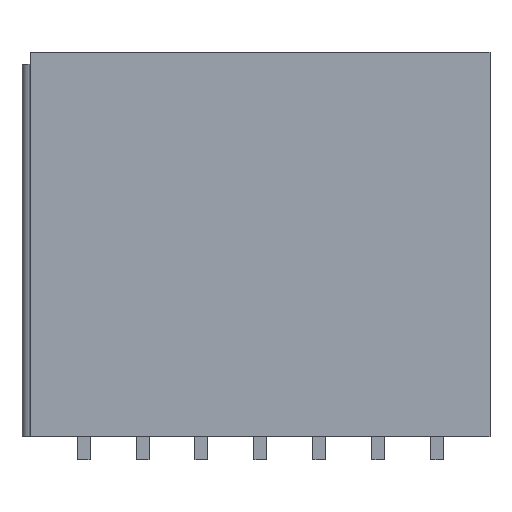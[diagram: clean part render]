
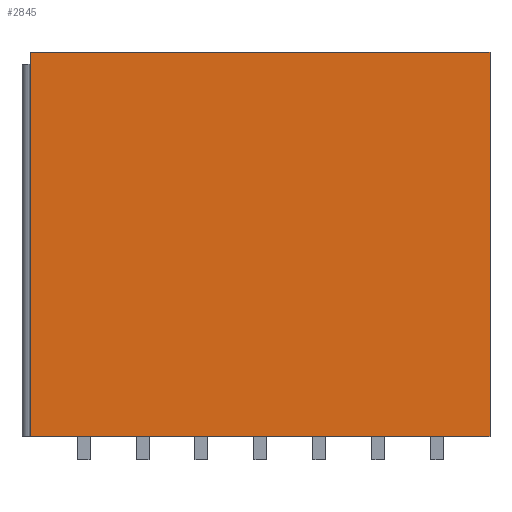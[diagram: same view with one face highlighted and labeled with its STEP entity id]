
A CAD part, top view. The second image highlights one B-rep face of the part: STEP entity #2845.
In plain terms, the highlighted planar face has unit normal (0, 0, 1).
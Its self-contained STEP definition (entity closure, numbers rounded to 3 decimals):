
#2692 = CARTESIAN_POINT ( 'NONE',  ( 19.8, 0., 20.9 ) ) ;
#2693 = VERTEX_POINT ( 'NONE', #2692 ) ;
#2733 = CARTESIAN_POINT ( 'NONE',  ( 19.8, 33.1, 20.9 ) ) ;
#2734 = VERTEX_POINT ( 'NONE', #2733 ) ;
#2741 = CARTESIAN_POINT ( 'NONE',  ( 19.8, 32.1, 20.9 ) ) ;
#2742 = DIRECTION ( 'NONE',  ( 0., -1., 0. ) ) ;
#2743 = VECTOR ( 'NONE', #2742, 1000. ) ;
#2744 = LINE ( 'NONE', #2741, #2743 ) ;
#2745 = EDGE_CURVE ( 'NONE', #2734, #2693, #2744, .T. ) ;
#2786 = CARTESIAN_POINT ( 'NONE',  ( -19.8, 0., 20.9 ) ) ;
#2787 = VERTEX_POINT ( 'NONE', #2786 ) ;
#2794 = CARTESIAN_POINT ( 'NONE',  ( -19.8, 33.1, 20.9 ) ) ;
#2795 = VERTEX_POINT ( 'NONE', #2794 ) ;
#2796 = CARTESIAN_POINT ( 'NONE',  ( -19.8, 32.1, 20.9 ) ) ;
#2797 = DIRECTION ( 'NONE',  ( 0., -1., 0. ) ) ;
#2798 = VECTOR ( 'NONE', #2797, 1000. ) ;
#2799 = LINE ( 'NONE', #2796, #2798 ) ;
#2800 = EDGE_CURVE ( 'NONE', #2795, #2787, #2799, .T. ) ;
#2824 = CARTESIAN_POINT ( 'NONE',  ( -19.8, 0., 20.9 ) ) ;
#2825 = DIRECTION ( 'NONE',  ( 1., 0., 0. ) ) ;
#2826 = VECTOR ( 'NONE', #2825, 1000. ) ;
#2827 = LINE ( 'NONE', #2824, #2826 ) ;
#2828 = EDGE_CURVE ( 'NONE', #2787, #2693, #2827, .T. ) ;
#2829 = ORIENTED_EDGE ( 'NONE', *, *, #2828, .T. ) ;
#2830 = ORIENTED_EDGE ( 'NONE', *, *, #2745, .F. ) ;
#2831 = CARTESIAN_POINT ( 'NONE',  ( -19.8, 33.1, 20.9 ) ) ;
#2832 = DIRECTION ( 'NONE',  ( 1., 0., 0. ) ) ;
#2833 = VECTOR ( 'NONE', #2832, 1000. ) ;
#2834 = LINE ( 'NONE', #2831, #2833 ) ;
#2835 = EDGE_CURVE ( 'NONE', #2795, #2734, #2834, .T. ) ;
#2836 = ORIENTED_EDGE ( 'NONE', *, *, #2835, .F. ) ;
#2837 = ORIENTED_EDGE ( 'NONE', *, *, #2800, .T. ) ;
#2838 = EDGE_LOOP ( 'NONE', ( #2829, #2830, #2836, #2837 ) ) ;
#2839 = FACE_OUTER_BOUND ( 'NONE', #2838, .T. ) ;
#2840 = CARTESIAN_POINT ( 'NONE',  ( -19.8, 32.1, 20.9 ) ) ;
#2841 = DIRECTION ( 'NONE',  ( 0., 0., -1. ) ) ;
#2842 = DIRECTION ( 'NONE',  ( -1., 0., 0. ) ) ;
#2843 = AXIS2_PLACEMENT_3D ( 'NONE', #2840, #2841, #2842 ) ;
#2844 = PLANE ( 'NONE', #2843 ) ;
#2845 = ADVANCED_FACE ( 'NONE', ( #2839 ), #2844, .F. ) ;
